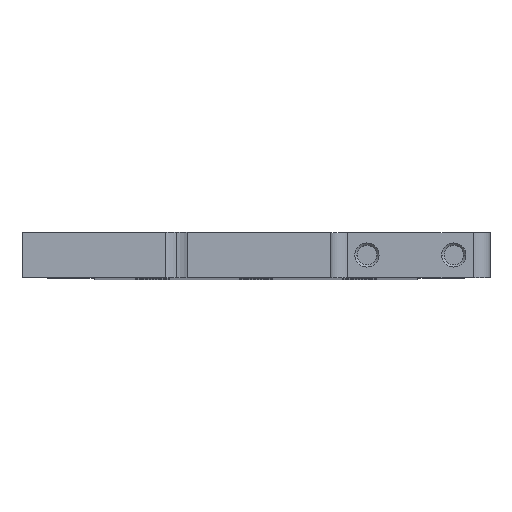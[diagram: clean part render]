
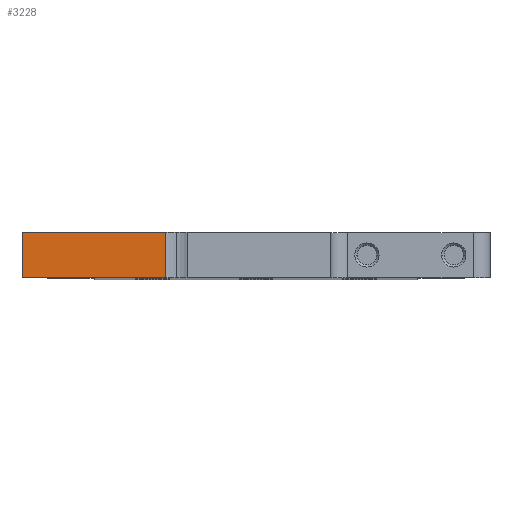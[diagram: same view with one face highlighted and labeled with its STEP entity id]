
A CAD part, top view. The second image highlights one B-rep face of the part: STEP entity #3228.
In plain terms, the highlighted planar face has unit normal (0, 0, 1).
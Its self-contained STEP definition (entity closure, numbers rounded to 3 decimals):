
#462 = CARTESIAN_POINT ( 'NONE',  ( 0., 0., 15.5 ) ) ;
#765 = CARTESIAN_POINT ( 'NONE',  ( -2.202, 9.35, 15.5 ) ) ;
#869 = CARTESIAN_POINT ( 'NONE',  ( -2.202, 0., 15.5 ) ) ;
#923 = CARTESIAN_POINT ( 'NONE',  ( -32., 9.35, 15.5 ) ) ;
#987 = AXIS2_PLACEMENT_3D ( 'NONE', #8455, #3063, #8497 ) ;
#1121 = LINE ( 'NONE', #462, #5904 ) ;
#1226 = LINE ( 'NONE', #8436, #7922 ) ;
#1229 = CARTESIAN_POINT ( 'NONE',  ( -2.202, 9.35, 15.5 ) ) ;
#1257 = ORIENTED_EDGE ( 'NONE', *, *, #6165, .F. ) ;
#1668 = VERTEX_POINT ( 'NONE', #1229 ) ;
#1724 = FACE_OUTER_BOUND ( 'NONE', #6629, .T. ) ;
#2348 = PLANE ( 'NONE',  #987 ) ;
#2592 = DIRECTION ( 'NONE',  ( 1., 0., 0. ) ) ;
#2667 = DIRECTION ( 'NONE',  ( 0., -1., 0. ) ) ;
#3063 = DIRECTION ( 'NONE',  ( 0., 0., -1. ) ) ;
#3147 = EDGE_CURVE ( 'NONE', #6991, #5155, #1121, .T. ) ;
#3228 = ADVANCED_FACE ( 'NONE', ( #1724 ), #2348, .F. ) ;
#3337 = ORIENTED_EDGE ( 'NONE', *, *, #3147, .T. ) ;
#3596 = VECTOR ( 'NONE', #5726, 1000. ) ;
#4236 = ORIENTED_EDGE ( 'NONE', *, *, #5604, .T. ) ;
#4241 = LINE ( 'NONE', #4283, #3596 ) ;
#4266 = CARTESIAN_POINT ( 'NONE',  ( -32., 0., 15.5 ) ) ;
#4283 = CARTESIAN_POINT ( 'NONE',  ( -32., 9.35, 15.5 ) ) ;
#4735 = EDGE_CURVE ( 'NONE', #1668, #5155, #6696, .T. ) ;
#5155 = VERTEX_POINT ( 'NONE', #869 ) ;
#5368 = ORIENTED_EDGE ( 'NONE', *, *, #4735, .F. ) ;
#5604 = EDGE_CURVE ( 'NONE', #7877, #6991, #4241, .T. ) ;
#5726 = DIRECTION ( 'NONE',  ( 0., -1., 0. ) ) ;
#5904 = VECTOR ( 'NONE', #7701, 1000. ) ;
#6165 = EDGE_CURVE ( 'NONE', #7877, #1668, #1226, .T. ) ;
#6629 = EDGE_LOOP ( 'NONE', ( #3337, #5368, #1257, #4236 ) ) ;
#6696 = LINE ( 'NONE', #765, #8339 ) ;
#6991 = VERTEX_POINT ( 'NONE', #4266 ) ;
#7701 = DIRECTION ( 'NONE',  ( 1., 0., 0. ) ) ;
#7877 = VERTEX_POINT ( 'NONE', #923 ) ;
#7922 = VECTOR ( 'NONE', #2592, 1000. ) ;
#8339 = VECTOR ( 'NONE', #2667, 1000. ) ;
#8436 = CARTESIAN_POINT ( 'NONE',  ( 0., 9.35, 15.5 ) ) ;
#8455 = CARTESIAN_POINT ( 'NONE',  ( 0., 9.35, 15.5 ) ) ;
#8497 = DIRECTION ( 'NONE',  ( -1., 0., 0. ) ) ;
